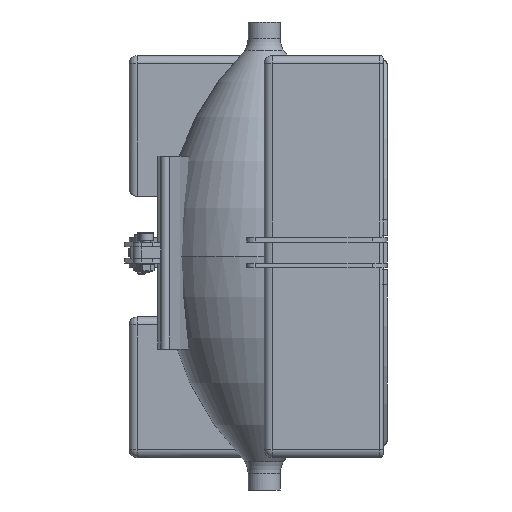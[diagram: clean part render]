
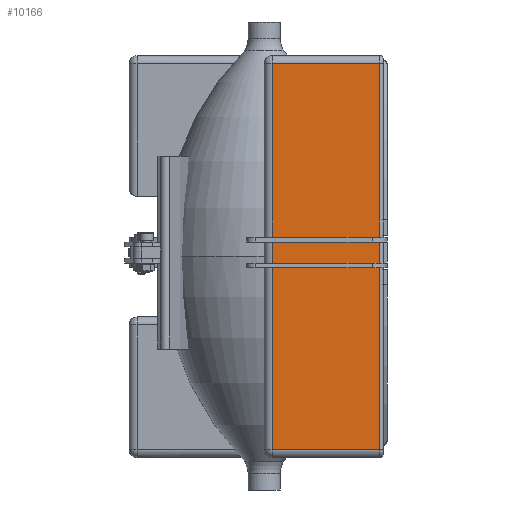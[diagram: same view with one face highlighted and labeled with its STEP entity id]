
A CAD part, left-side view. The second image highlights one B-rep face of the part: STEP entity #10166.
In plain terms, the highlighted planar face has unit normal (-1, 0, 0).
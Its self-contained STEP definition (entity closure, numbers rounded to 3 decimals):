
#327=LINE('',#18857,#903);
#350=LINE('',#19055,#926);
#392=LINE('',#19181,#968);
#395=LINE('',#19185,#971);
#903=VECTOR('',#15254,1000.);
#926=VECTOR('',#15363,1000.);
#968=VECTOR('',#15465,1000.);
#971=VECTOR('',#15470,1000.);
#2354=ORIENTED_EDGE('',*,*,#4937,.T.);
#2355=ORIENTED_EDGE('',*,*,#4824,.T.);
#2356=ORIENTED_EDGE('',*,*,#4934,.T.);
#2357=ORIENTED_EDGE('',*,*,#4878,.T.);
#4824=EDGE_CURVE('',#6256,#6258,#327,.T.);
#4878=EDGE_CURVE('',#6293,#6292,#350,.T.);
#4934=EDGE_CURVE('',#6258,#6293,#392,.T.);
#4937=EDGE_CURVE('',#6292,#6256,#395,.T.);
#6256=VERTEX_POINT('',#18850);
#6258=VERTEX_POINT('',#18856);
#6292=VERTEX_POINT('',#19052);
#6293=VERTEX_POINT('',#19056);
#8025=EDGE_LOOP('',(#2354,#2355,#2356,#2357));
#8967=FACE_BOUND('',#8025,.T.);
#9837=PLANE('',#13899);
#10166=ADVANCED_FACE('',(#8967),#9837,.F.);
#13899=AXIS2_PLACEMENT_3D('',#19395,#15724,#15725);
#15254=DIRECTION('',(0.,0.,1.));
#15363=DIRECTION('',(0.,0.,-1.));
#15465=DIRECTION('',(0.,1.,0.));
#15470=DIRECTION('',(0.,-1.,0.));
#15724=DIRECTION('',(1.,0.,0.));
#15725=DIRECTION('',(0.,0.,-1.));
#18850=CARTESIAN_POINT('',(-74.,-72.,-120.));
#18856=CARTESIAN_POINT('',(-74.,-72.,120.));
#18857=CARTESIAN_POINT('',(-74.,-72.,125.));
#19052=CARTESIAN_POINT('',(-74.,-5.,-120.));
#19055=CARTESIAN_POINT('',(-74.,-5.,125.));
#19056=CARTESIAN_POINT('',(-74.,-5.,120.));
#19181=CARTESIAN_POINT('',(-74.,0.,120.));
#19185=CARTESIAN_POINT('',(-74.,0.,-120.));
#19395=CARTESIAN_POINT('',(-74.,0.,125.));
